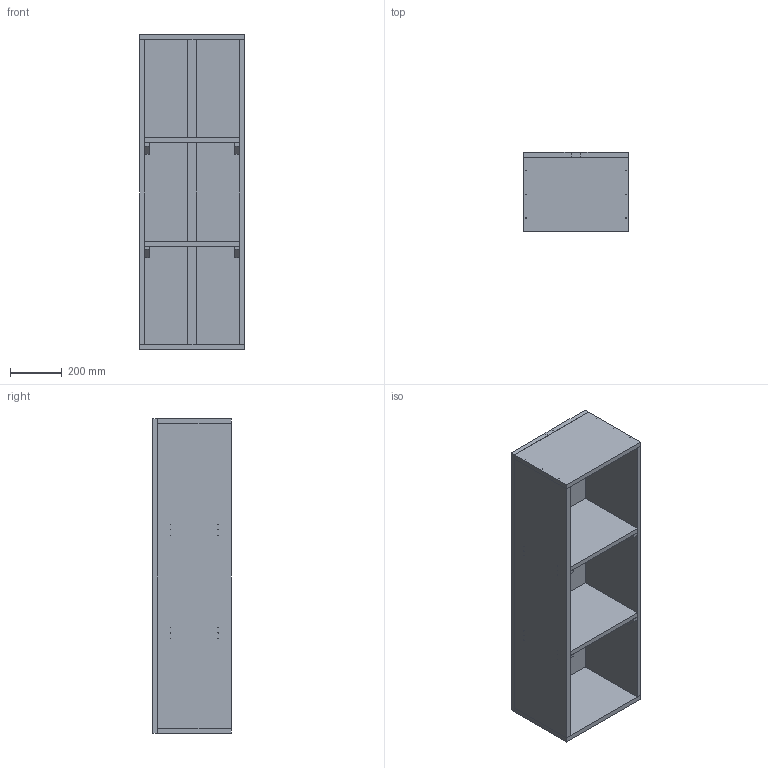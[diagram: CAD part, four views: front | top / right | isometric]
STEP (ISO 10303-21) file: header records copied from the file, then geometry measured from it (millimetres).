
FILE_DESCRIPTION(/* description */ ('STEP AP242','CAx-IF Rec.Pracs.---Representation and Presentation of Product Manufacturing Information (PMI)---4.0---2014-10-13','CAx-IF Rec.Pracs.---3D Tessellated Geometry---0.4---2014-09-14','2;1'),/* implementation_level */ '2;1');
FILE_NAME(/* name */ '6577b3631143454a7f1d39be',/* time_stamp */ '2023-12-12T01:12:04Z',/* author */ (''),/* organization */ (''),/* preprocessor_version */ 'ST-DEVELOPER v19.4',/* originating_system */ ' ',/* authorisation */ ' ');
FILE_SCHEMA (('AP242_MANAGED_MODEL_BASED_3D_ENGINEERING_MIM_LF { 1 0 10303 442 1 1 4 }'));
Length unit declared in the file: metre
Products named in the file (8): Finished Bookshelf; CTBS004; CTBS001; CTBS006; CTBS007; CTBS005; CTBS002; CTBS003
Assembly tree (13 placements, depth 2):
  Finished Bookshelf
    CTBS004
    CTBS001  x2
    CTBS006  x2
    CTBS007  x4
    CTBS005
    CTBS002  x2
    CTBS003
Bounding box: 406.4 x 304.8 x 1219.2 mm (x, y, z)
Volume: 31615472.6 mm3; surface area: 3751112.3 mm2
Topology: 13 solids, 13 shells, 236 faces, 534 edges, 360 vertices
Faces by surface type: plane 122, cylinder 114
Full cylindrical faces by diameter (mm): 2 x114
Entity records: 4634 total; most frequent: DIRECTION 638, CARTESIAN_POINT 556, ORIENTED_EDGE 444, EDGE_LOOP 308, FACE_BOUND 308, AXIS2_PLACEMENT_3D 274, EDGE_CURVE 222, VERTEX_POINT 192
